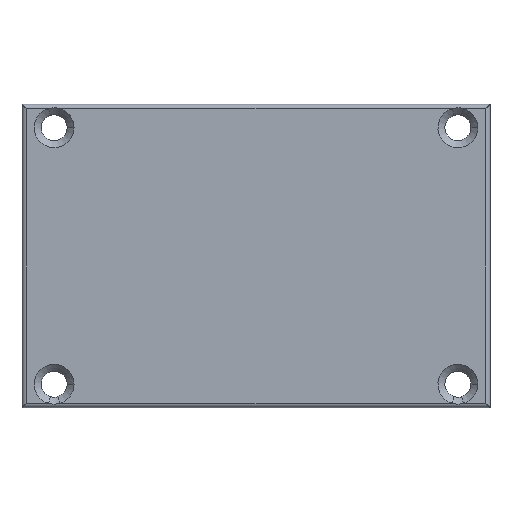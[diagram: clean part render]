
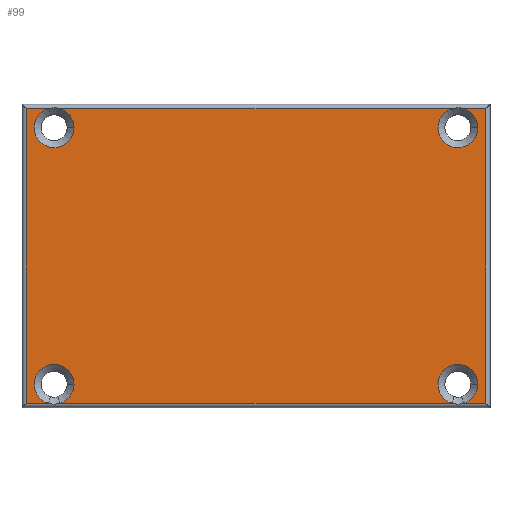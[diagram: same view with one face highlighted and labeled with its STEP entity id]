
A CAD part, top view. The second image highlights one B-rep face of the part: STEP entity #99.
In plain terms, the highlighted planar face has unit normal (0, 0, 1).
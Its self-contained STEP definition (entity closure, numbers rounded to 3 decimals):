
#21 = EDGE_CURVE('',#22,#24,#26,.T.);
#22 = VERTEX_POINT('',#23);
#23 = CARTESIAN_POINT('',(26.5,17.,117.5));
#24 = VERTEX_POINT('',#25);
#25 = CARTESIAN_POINT('',(23.94,17.,117.5));
#26 = LINE('',#27,#28);
#27 = CARTESIAN_POINT('',(27.,17.,117.5));
#28 = VECTOR('',#29,1.);
#29 = DIRECTION('',(-1.,0.,0.));
#32 = VERTEX_POINT('',#33);
#33 = CARTESIAN_POINT('',(22.646,17.,117.5));
#43 = EDGE_CURVE('',#32,#44,#46,.T.);
#44 = VERTEX_POINT('',#45);
#45 = CARTESIAN_POINT('',(-22.646,17.,117.5));
#46 = LINE('',#47,#48);
#47 = CARTESIAN_POINT('',(27.,17.,117.5));
#48 = VECTOR('',#49,1.);
#49 = DIRECTION('',(-1.,0.,0.));
#52 = VERTEX_POINT('',#53);
#53 = CARTESIAN_POINT('',(-23.94,17.,117.5));
#63 = EDGE_CURVE('',#52,#64,#66,.T.);
#64 = VERTEX_POINT('',#65);
#65 = CARTESIAN_POINT('',(-26.5,17.,117.5));
#66 = LINE('',#67,#68);
#67 = CARTESIAN_POINT('',(27.,17.,117.5));
#68 = VECTOR('',#69,1.);
#69 = DIRECTION('',(-1.,0.,0.));
#99 = ADVANCED_FACE('',(#100),#211,.T.);
#100 = FACE_BOUND('',#101,.T.);
#101 = EDGE_LOOP('',(#102,#103,#112,#119,#120,#129,#136,#137,#145,#153,
    #162,#171,#179,#188,#197,#205));
#102 = ORIENTED_EDGE('',*,*,#21,.T.);
#103 = ORIENTED_EDGE('',*,*,#104,.F.);
#104 = EDGE_CURVE('',#105,#24,#107,.T.);
#105 = VERTEX_POINT('',#106);
#106 = CARTESIAN_POINT('',(25.593,14.793,117.5));
#107 = CIRCLE('',#108,2.3);
#108 = AXIS2_PLACEMENT_3D('',#109,#110,#111);
#109 = CARTESIAN_POINT('',(23.293,14.793,117.5));
#110 = DIRECTION('',(0.,0.,1.));
#111 = DIRECTION('',(1.,0.,-0.));
#112 = ORIENTED_EDGE('',*,*,#113,.F.);
#113 = EDGE_CURVE('',#32,#105,#114,.T.);
#114 = CIRCLE('',#115,2.3);
#115 = AXIS2_PLACEMENT_3D('',#116,#117,#118);
#116 = CARTESIAN_POINT('',(23.293,14.793,117.5));
#117 = DIRECTION('',(0.,0.,1.));
#118 = DIRECTION('',(1.,0.,-0.));
#119 = ORIENTED_EDGE('',*,*,#43,.T.);
#120 = ORIENTED_EDGE('',*,*,#121,.F.);
#121 = EDGE_CURVE('',#122,#44,#124,.T.);
#122 = VERTEX_POINT('',#123);
#123 = CARTESIAN_POINT('',(-20.993,14.793,117.5));
#124 = CIRCLE('',#125,2.3);
#125 = AXIS2_PLACEMENT_3D('',#126,#127,#128);
#126 = CARTESIAN_POINT('',(-23.293,14.793,117.5));
#127 = DIRECTION('',(0.,0.,1.));
#128 = DIRECTION('',(1.,0.,-0.));
#129 = ORIENTED_EDGE('',*,*,#130,.F.);
#130 = EDGE_CURVE('',#52,#122,#131,.T.);
#131 = CIRCLE('',#132,2.3);
#132 = AXIS2_PLACEMENT_3D('',#133,#134,#135);
#133 = CARTESIAN_POINT('',(-23.293,14.793,117.5));
#134 = DIRECTION('',(0.,0.,1.));
#135 = DIRECTION('',(1.,0.,-0.));
#136 = ORIENTED_EDGE('',*,*,#63,.T.);
#137 = ORIENTED_EDGE('',*,*,#138,.T.);
#138 = EDGE_CURVE('',#64,#139,#141,.T.);
#139 = VERTEX_POINT('',#140);
#140 = CARTESIAN_POINT('',(-26.5,-17.,117.5));
#141 = LINE('',#142,#143);
#142 = CARTESIAN_POINT('',(-26.5,17.5,117.5));
#143 = VECTOR('',#144,1.);
#144 = DIRECTION('',(0.,-1.,0.));
#145 = ORIENTED_EDGE('',*,*,#146,.T.);
#146 = EDGE_CURVE('',#139,#147,#149,.T.);
#147 = VERTEX_POINT('',#148);
#148 = CARTESIAN_POINT('',(-23.94,-17.,117.5));
#149 = LINE('',#150,#151);
#150 = CARTESIAN_POINT('',(-27.,-17.,117.5));
#151 = VECTOR('',#152,1.);
#152 = DIRECTION('',(1.,0.,0.));
#153 = ORIENTED_EDGE('',*,*,#154,.F.);
#154 = EDGE_CURVE('',#155,#147,#157,.T.);
#155 = VERTEX_POINT('',#156);
#156 = CARTESIAN_POINT('',(-20.993,-14.793,117.5));
#157 = CIRCLE('',#158,2.3);
#158 = AXIS2_PLACEMENT_3D('',#159,#160,#161);
#159 = CARTESIAN_POINT('',(-23.293,-14.793,117.5));
#160 = DIRECTION('',(0.,0.,1.));
#161 = DIRECTION('',(1.,0.,-0.));
#162 = ORIENTED_EDGE('',*,*,#163,.F.);
#163 = EDGE_CURVE('',#164,#155,#166,.T.);
#164 = VERTEX_POINT('',#165);
#165 = CARTESIAN_POINT('',(-22.646,-17.,117.5));
#166 = CIRCLE('',#167,2.3);
#167 = AXIS2_PLACEMENT_3D('',#168,#169,#170);
#168 = CARTESIAN_POINT('',(-23.293,-14.793,117.5));
#169 = DIRECTION('',(0.,0.,1.));
#170 = DIRECTION('',(1.,0.,-0.));
#171 = ORIENTED_EDGE('',*,*,#172,.T.);
#172 = EDGE_CURVE('',#164,#173,#175,.T.);
#173 = VERTEX_POINT('',#174);
#174 = CARTESIAN_POINT('',(22.646,-17.,117.5));
#175 = LINE('',#176,#177);
#176 = CARTESIAN_POINT('',(-27.,-17.,117.5));
#177 = VECTOR('',#178,1.);
#178 = DIRECTION('',(1.,0.,0.));
#179 = ORIENTED_EDGE('',*,*,#180,.F.);
#180 = EDGE_CURVE('',#181,#173,#183,.T.);
#181 = VERTEX_POINT('',#182);
#182 = CARTESIAN_POINT('',(25.593,-14.793,117.5));
#183 = CIRCLE('',#184,2.3);
#184 = AXIS2_PLACEMENT_3D('',#185,#186,#187);
#185 = CARTESIAN_POINT('',(23.293,-14.793,117.5));
#186 = DIRECTION('',(0.,0.,1.));
#187 = DIRECTION('',(1.,0.,-0.));
#188 = ORIENTED_EDGE('',*,*,#189,.F.);
#189 = EDGE_CURVE('',#190,#181,#192,.T.);
#190 = VERTEX_POINT('',#191);
#191 = CARTESIAN_POINT('',(23.94,-17.,117.5));
#192 = CIRCLE('',#193,2.3);
#193 = AXIS2_PLACEMENT_3D('',#194,#195,#196);
#194 = CARTESIAN_POINT('',(23.293,-14.793,117.5));
#195 = DIRECTION('',(0.,0.,1.));
#196 = DIRECTION('',(1.,0.,-0.));
#197 = ORIENTED_EDGE('',*,*,#198,.T.);
#198 = EDGE_CURVE('',#190,#199,#201,.T.);
#199 = VERTEX_POINT('',#200);
#200 = CARTESIAN_POINT('',(26.5,-17.,117.5));
#201 = LINE('',#202,#203);
#202 = CARTESIAN_POINT('',(-27.,-17.,117.5));
#203 = VECTOR('',#204,1.);
#204 = DIRECTION('',(1.,0.,0.));
#205 = ORIENTED_EDGE('',*,*,#206,.T.);
#206 = EDGE_CURVE('',#199,#22,#207,.T.);
#207 = LINE('',#208,#209);
#208 = CARTESIAN_POINT('',(26.5,-17.5,117.5));
#209 = VECTOR('',#210,1.);
#210 = DIRECTION('',(0.,1.,0.));
#211 = PLANE('',#212);
#212 = AXIS2_PLACEMENT_3D('',#213,#214,#215);
#213 = CARTESIAN_POINT('',(0.,0.,117.5)
  );
#214 = DIRECTION('',(0.,0.,1.));
#215 = DIRECTION('',(1.,0.,0.));
